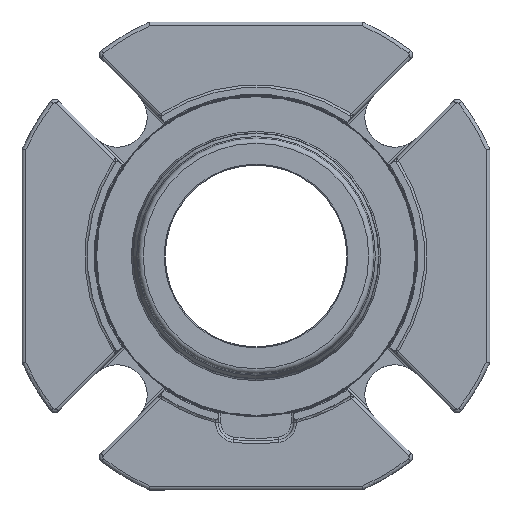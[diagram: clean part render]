
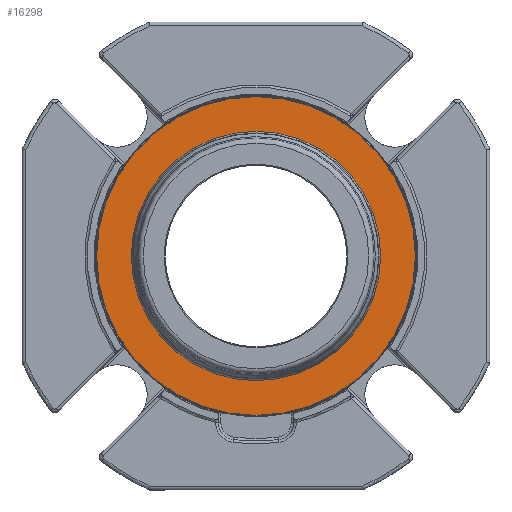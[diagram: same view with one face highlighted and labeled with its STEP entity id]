
A CAD part, left-side view. The second image highlights one B-rep face of the part: STEP entity #16298.
In plain terms, the highlighted planar face has unit normal (-1, 0, 0).
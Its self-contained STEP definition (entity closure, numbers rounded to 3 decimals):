
#3277=PLANE('',#17372);
#3639=ORIENTED_EDGE('',*,*,#8694,.F.);
#3640=ORIENTED_EDGE('',*,*,#8695,.T.);
#8694=EDGE_CURVE('',#11234,#11234,#12857,.F.);
#8695=EDGE_CURVE('',#11235,#11235,#12858,.T.);
#11234=VERTEX_POINT('',#23736);
#11235=VERTEX_POINT('',#23739);
#12857=CIRCLE('',#17371,36.373);
#12858=CIRCLE('',#17373,46.5);
#13691=EDGE_LOOP('',(#3639));
#13692=EDGE_LOOP('',(#3640));
#14838=FACE_BOUND('',#13691,.T.);
#14839=FACE_BOUND('',#13692,.T.);
#16298=ADVANCED_FACE('',(#14838,#14839),#3277,.F.);
#17371=AXIS2_PLACEMENT_3D('',#23735,#19160,#19161);
#17372=AXIS2_PLACEMENT_3D('',#23737,#19162,#19163);
#17373=AXIS2_PLACEMENT_3D('',#23738,#19164,#19165);
#19160=DIRECTION('',(1.,0.,0.));
#19161=DIRECTION('',(0.,0.,-1.));
#19162=DIRECTION('',(1.,0.,0.));
#19163=DIRECTION('',(0.,0.,-1.));
#19164=DIRECTION('',(-1.,0.,0.));
#19165=DIRECTION('',(0.,0.,1.));
#23735=CARTESIAN_POINT('',(-11.049,0.,0.));
#23736=CARTESIAN_POINT('',(-11.049,0.,-36.373));
#23737=CARTESIAN_POINT('',(-11.049,0.,46.5));
#23738=CARTESIAN_POINT('',(-11.049,0.,0.));
#23739=CARTESIAN_POINT('',(-11.049,0.,46.5));
